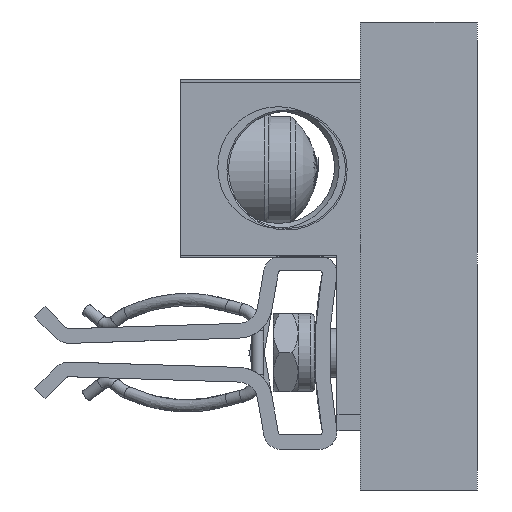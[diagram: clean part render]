
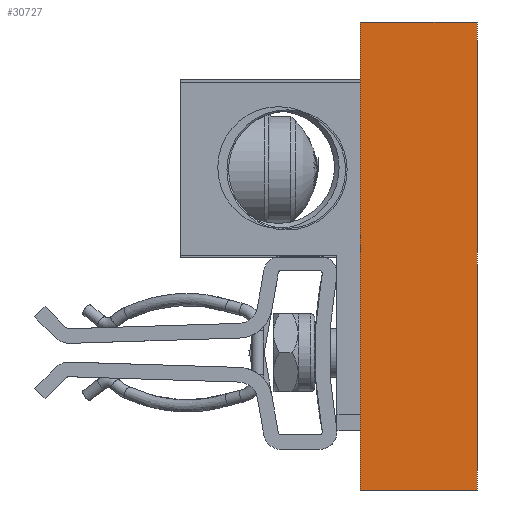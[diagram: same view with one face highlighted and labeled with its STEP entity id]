
A CAD part, left-side view. The second image highlights one B-rep face of the part: STEP entity #30727.
In plain terms, the highlighted planar face has unit normal (-1, 0, 0).
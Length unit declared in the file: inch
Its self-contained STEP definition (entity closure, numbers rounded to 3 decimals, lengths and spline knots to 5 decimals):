
#1417 = CARTESIAN_POINT ( 'NONE',  ( -3.065, 0., -1.5 ) ) ;
#2053 = DIRECTION ( 'NONE',  ( 0., 0., 1. ) ) ;
#2071 = CARTESIAN_POINT ( 'NONE',  ( -3.065, 0.75, -1.5 ) ) ;
#2915 = LINE ( 'NONE', #29144, #9076 ) ;
#4981 = VECTOR ( 'NONE', #2053, 39.37008 ) ;
#6229 = ORIENTED_EDGE ( 'NONE', *, *, #30437, .F. ) ;
#7051 = AXIS2_PLACEMENT_3D ( 'NONE', #11153, #29271, #13725 ) ;
#7224 = DIRECTION ( 'NONE',  ( 0., 0., 1. ) ) ;
#9076 = VECTOR ( 'NONE', #13593, 39.37008 ) ;
#10402 = FACE_OUTER_BOUND ( 'NONE', #16687, .T. ) ;
#11153 = CARTESIAN_POINT ( 'NONE',  ( -3.065, 0., -1.5 ) ) ;
#13132 = CARTESIAN_POINT ( 'NONE',  ( -3.065, 0.75, -1.5 ) ) ;
#13593 = DIRECTION ( 'NONE',  ( 0., 1., 0. ) ) ;
#13725 = DIRECTION ( 'NONE',  ( 0., 0., -1. ) ) ;
#13859 = CARTESIAN_POINT ( 'NONE',  ( -3.065, 0., 1.5 ) ) ;
#16687 = EDGE_LOOP ( 'NONE', ( #17411, #27601, #6229, #20017 ) ) ;
#17411 = ORIENTED_EDGE ( 'NONE', *, *, #21366, .T. ) ;
#18765 = LINE ( 'NONE', #33081, #4981 ) ;
#19139 = EDGE_CURVE ( 'NONE', #30694, #28973, #18765, .T. ) ;
#19930 = LINE ( 'NONE', #13859, #26874 ) ;
#20017 = ORIENTED_EDGE ( 'NONE', *, *, #19139, .T. ) ;
#21176 = CARTESIAN_POINT ( 'NONE',  ( -3.065, 0.75, 1.5 ) ) ;
#21366 = EDGE_CURVE ( 'NONE', #28973, #30691, #19930, .T. ) ;
#25323 = VECTOR ( 'NONE', #7224, 39.37008 ) ;
#26874 = VECTOR ( 'NONE', #29399, 39.37008 ) ;
#27601 = ORIENTED_EDGE ( 'NONE', *, *, #31531, .F. ) ;
#28848 = VERTEX_POINT ( 'NONE', #13132 ) ;
#28973 = VERTEX_POINT ( 'NONE', #29252 ) ;
#29144 = CARTESIAN_POINT ( 'NONE',  ( -3.065, 0., -1.5 ) ) ;
#29252 = CARTESIAN_POINT ( 'NONE',  ( -3.065, 0., 1.5 ) ) ;
#29271 = DIRECTION ( 'NONE',  ( 1., 0., 0. ) ) ;
#29399 = DIRECTION ( 'NONE',  ( 0., 1., 0. ) ) ;
#30437 = EDGE_CURVE ( 'NONE', #30694, #28848, #2915, .T. ) ;
#30691 = VERTEX_POINT ( 'NONE', #21176 ) ;
#30694 = VERTEX_POINT ( 'NONE', #1417 ) ;
#30727 = ADVANCED_FACE ( 'NONE', ( #10402 ), #31765, .F. ) ;
#31375 = LINE ( 'NONE', #2071, #25323 ) ;
#31531 = EDGE_CURVE ( 'NONE', #28848, #30691, #31375, .T. ) ;
#31765 = PLANE ( 'NONE',  #7051 ) ;
#33081 = CARTESIAN_POINT ( 'NONE',  ( -3.065, 0., -1.5 ) ) ;
